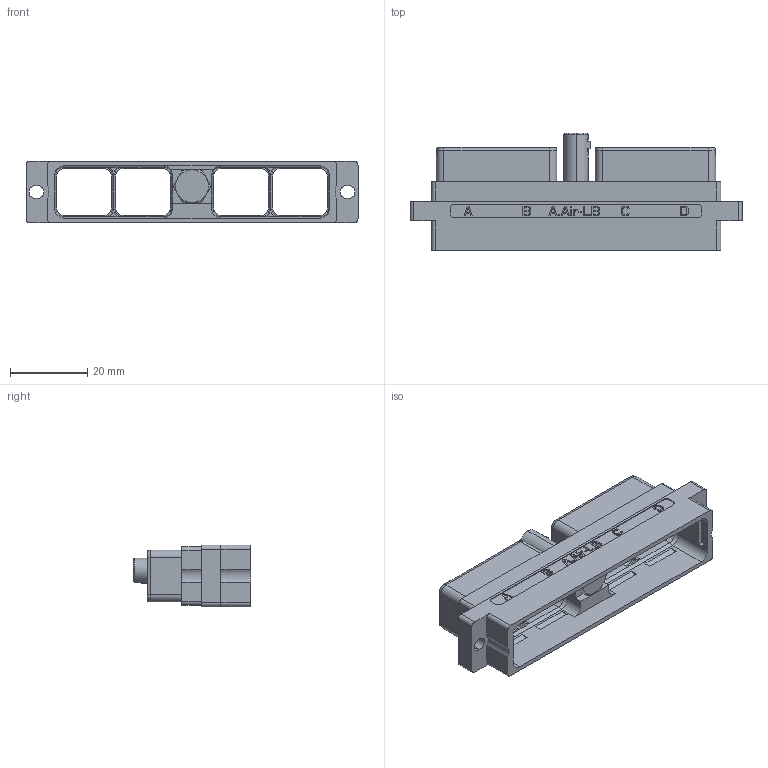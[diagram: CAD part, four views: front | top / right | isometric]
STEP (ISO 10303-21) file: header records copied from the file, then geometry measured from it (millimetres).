
FILE_DESCRIPTION((''),'2;1');
FILE_NAME('SIM2B81KB','2019-09-11T',('presta_be4'),(''),'PRO/ENGINEER BY PARAMETRIC TECHNOLOGY CORPORATION, 2014310','PRO/ENGINEER BY PARAMETRIC TECHNOLOGY CORPORATION, 2014310','');
FILE_SCHEMA(('CONFIG_CONTROL_DESIGN'));
Length unit declared in the file: millimetre
Products named in the file (1): SIM2B81KB
Bounding box: 85.89 x 30.35 x 15.93 mm (x, y, z)
Volume: 8189.1 mm3; surface area: 12538.9 mm2
Topology: 2 solids, 2 shells, 863 faces, 2341 edges, 1524 vertices
Faces by surface type: plane 655, cylinder 118, cone 54, torus 32, bspline 4
Entity records: 30106 total; most frequent: CARTESIAN_POINT 8225, ORIENTED_EDGE 4678, DIRECTION 4278, EDGE_CURVE 2339, VECTOR 1920, LINE 1920, VERTEX_POINT 1524, AXIS2_PLACEMENT_3D 1179
